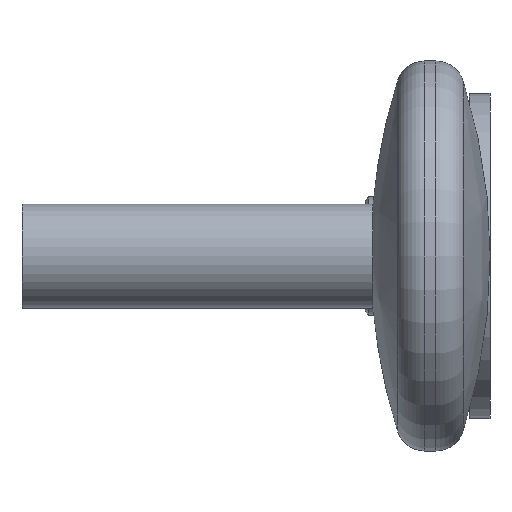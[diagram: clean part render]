
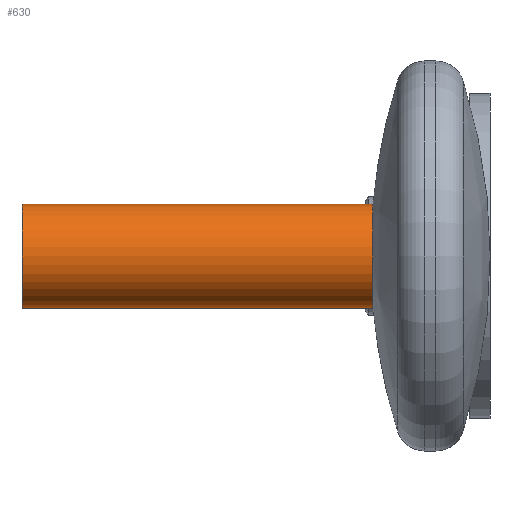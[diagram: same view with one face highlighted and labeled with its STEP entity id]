
A CAD part, left-side view. The second image highlights one B-rep face of the part: STEP entity #630.
In plain terms, the highlighted cylindrical face has radius 4 mm (diameter 8 mm), a partial arc.
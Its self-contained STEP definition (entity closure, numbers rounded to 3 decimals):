
#9 = LINE ( 'NONE', #976, #342 ) ;
#21 = CARTESIAN_POINT ( 'NONE',  ( 0., 0., 0. ) ) ;
#42 = CARTESIAN_POINT ( 'NONE',  ( 0., 36., 4. ) ) ;
#106 = ORIENTED_EDGE ( 'NONE', *, *, #454, .F. ) ;
#132 = ORIENTED_EDGE ( 'NONE', *, *, #518, .T. ) ;
#215 = DIRECTION ( 'NONE',  ( 0., -1., 0. ) ) ;
#267 = AXIS2_PLACEMENT_3D ( 'NONE', #1215, #913, #334 ) ;
#278 = CARTESIAN_POINT ( 'NONE',  ( 0., 36., -4. ) ) ;
#319 = VECTOR ( 'NONE', #215, 1000. ) ;
#329 = EDGE_CURVE ( 'NONE', #1254, #1053, #695, .T. ) ;
#334 = DIRECTION ( 'NONE',  ( 0., 0., -1. ) ) ;
#342 = VECTOR ( 'NONE', #380, 1000. ) ;
#356 = ORIENTED_EDGE ( 'NONE', *, *, #329, .F. ) ;
#380 = DIRECTION ( 'NONE',  ( 0., -1., 0. ) ) ;
#408 = CARTESIAN_POINT ( 'NONE',  ( 0., 9., 0. ) ) ;
#454 = EDGE_CURVE ( 'NONE', #744, #1254, #897, .T. ) ;
#518 = EDGE_CURVE ( 'NONE', #744, #1111, #821, .T. ) ;
#630 = ADVANCED_FACE ( 'NONE', ( #943 ), #1177, .T. ) ;
#650 = DIRECTION ( 'NONE',  ( 0., -1., 0. ) ) ;
#691 = CARTESIAN_POINT ( 'NONE',  ( 0., 9., 4. ) ) ;
#695 = CIRCLE ( 'NONE', #1068, 4. ) ;
#744 = VERTEX_POINT ( 'NONE', #42 ) ;
#821 = CIRCLE ( 'NONE', #267, 4. ) ;
#880 = CARTESIAN_POINT ( 'NONE',  ( 0., 9., -4. ) ) ;
#886 = ORIENTED_EDGE ( 'NONE', *, *, #1113, .T. ) ;
#897 = LINE ( 'NONE', #1121, #319 ) ;
#913 = DIRECTION ( 'NONE',  ( 0., -1., 0. ) ) ;
#943 = FACE_OUTER_BOUND ( 'NONE', #1143, .T. ) ;
#952 = AXIS2_PLACEMENT_3D ( 'NONE', #21, #650, #1246 ) ;
#976 = CARTESIAN_POINT ( 'NONE',  ( 0., 0., -4. ) ) ;
#1053 = VERTEX_POINT ( 'NONE', #880 ) ;
#1068 = AXIS2_PLACEMENT_3D ( 'NONE', #408, #1299, #1087 ) ;
#1087 = DIRECTION ( 'NONE',  ( 0., 0., -1. ) ) ;
#1111 = VERTEX_POINT ( 'NONE', #278 ) ;
#1113 = EDGE_CURVE ( 'NONE', #1111, #1053, #9, .T. ) ;
#1121 = CARTESIAN_POINT ( 'NONE',  ( 0., 0., 4. ) ) ;
#1143 = EDGE_LOOP ( 'NONE', ( #106, #132, #886, #356 ) ) ;
#1177 = CYLINDRICAL_SURFACE ( 'NONE', #952, 4. ) ;
#1215 = CARTESIAN_POINT ( 'NONE',  ( 0., 36., 0. ) ) ;
#1246 = DIRECTION ( 'NONE',  ( 0., 0., -1. ) ) ;
#1254 = VERTEX_POINT ( 'NONE', #691 ) ;
#1299 = DIRECTION ( 'NONE',  ( 0., -1., 0. ) ) ;
